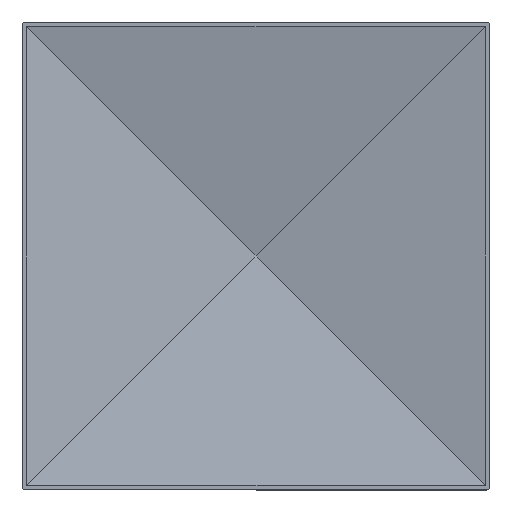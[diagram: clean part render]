
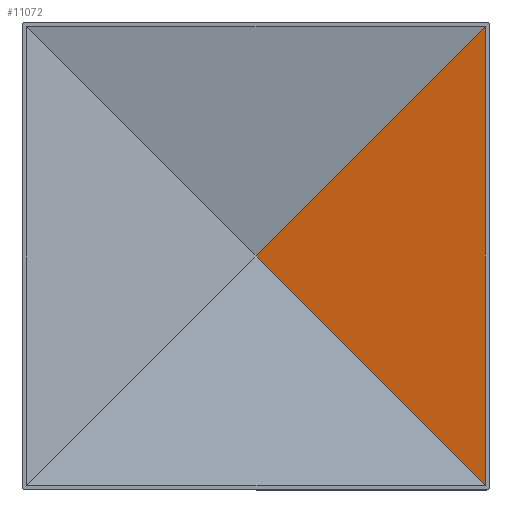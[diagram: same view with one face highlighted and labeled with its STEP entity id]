
A CAD part, front view. The second image highlights one B-rep face of the part: STEP entity #11072.
In plain terms, the highlighted planar face has unit normal (-0.208, -0.978, 0).
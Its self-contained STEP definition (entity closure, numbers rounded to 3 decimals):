
#808 = DIRECTION ( 'NONE',  ( 0.978, -0.208, 0. ) ) ;
#936 = VERTEX_POINT ( 'NONE', #11124 ) ;
#975 = DIRECTION ( 'NONE',  ( 0.699, -0.149, -0.699 ) ) ;
#978 = CARTESIAN_POINT ( 'NONE',  ( -47.306, 37.059, -47.306 ) ) ;
#983 = ORIENTED_EDGE ( 'NONE', *, *, #6016, .F. ) ;
#1093 = LINE ( 'NONE', #6090, #8957 ) ;
#2671 = EDGE_CURVE ( 'NONE', #936, #5212, #5205, .T. ) ;
#2811 = CARTESIAN_POINT ( 'NONE',  ( 52.923, 15.723, -52.923 ) ) ;
#2858 = DIRECTION ( 'NONE',  ( 0.699, -0.149, 0.699 ) ) ;
#2955 = VERTEX_POINT ( 'NONE', #8328 ) ;
#5205 = LINE ( 'NONE', #2811, #6702 ) ;
#5212 = VERTEX_POINT ( 'NONE', #9851 ) ;
#6012 = ORIENTED_EDGE ( 'NONE', *, *, #6112, .T. ) ;
#6016 = EDGE_CURVE ( 'NONE', #936, #2955, #7312, .T. ) ;
#6090 = CARTESIAN_POINT ( 'NONE',  ( 100.5, 5.595, -102.5 ) ) ;
#6112 = EDGE_CURVE ( 'NONE', #5212, #2955, #1093, .T. ) ;
#6702 = VECTOR ( 'NONE', #975, 1000. ) ;
#7312 = LINE ( 'NONE', #978, #10312 ) ;
#7916 = DIRECTION ( 'NONE',  ( 0., 0., 1. ) ) ;
#8328 = CARTESIAN_POINT ( 'NONE',  ( 100.5, 5.595, 100.5 ) ) ;
#8374 = CARTESIAN_POINT ( 'NONE',  ( 5.496, 25.819, -102.5 ) ) ;
#8503 = PLANE ( 'NONE',  #8689 ) ;
#8689 = AXIS2_PLACEMENT_3D ( 'NONE', #8374, #9507, #808 ) ;
#8957 = VECTOR ( 'NONE', #7916, 1000. ) ;
#9507 = DIRECTION ( 'NONE',  ( -0.208, -0.978, 0. ) ) ;
#9851 = CARTESIAN_POINT ( 'NONE',  ( 100.5, 5.595, -100.5 ) ) ;
#10312 = VECTOR ( 'NONE', #2858, 1000. ) ;
#10994 = FACE_OUTER_BOUND ( 'NONE', #11119, .T. ) ;
#11072 = ADVANCED_FACE ( 'NONE', ( #10994 ), #8503, .T. ) ;
#11119 = EDGE_LOOP ( 'NONE', ( #11141, #6012, #983 ) ) ;
#11124 = CARTESIAN_POINT ( 'NONE',  ( 0., 26.989, 0. ) ) ;
#11141 = ORIENTED_EDGE ( 'NONE', *, *, #2671, .T. ) ;
